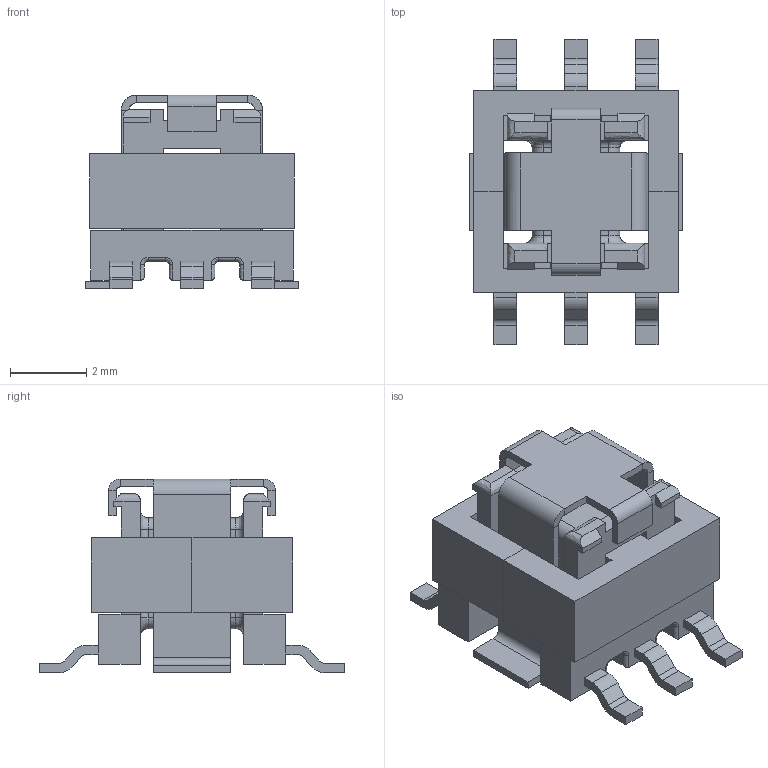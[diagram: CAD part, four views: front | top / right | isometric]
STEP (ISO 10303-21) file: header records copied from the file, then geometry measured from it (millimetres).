
FILE_DESCRIPTION(/* description */ (''),/* implementation_level */ '2;1');
FILE_NAME(/* name */ 'PA1005.XXXNL',/* time_stamp */ '2012-07-16T20:26:35+02:00',/* author */ (''),/* organization */ (''),/* preprocessor_version */ 'ST-DEVELOPER v10',/* originating_system */ '',/* authorisation */ '');
FILE_SCHEMA (('AUTOMOTIVE_DESIGN'));
Length unit declared in the file: millimetre
Products named in the file (1): 1
Bounding box: 5.59 x 8 x 5.08 mm (x, y, z)
Volume: 43.7 mm3; surface area: 376.1 mm2
Topology: 5 solids, 12 shells, 338 faces, 860 edges, 540 vertices
Faces by surface type: bspline 338
Entity records: 9902 total; most frequent: CARTESIAN_POINT 4739, ORIENTED_EDGE 1672, EDGE_CURVE 860, B_SPLINE_CURVE_WITH_KNOTS 684, VERTEX_POINT 540, EDGE_LOOP 350, ADVANCED_FACE 338, FACE_OUTER_BOUND 338
